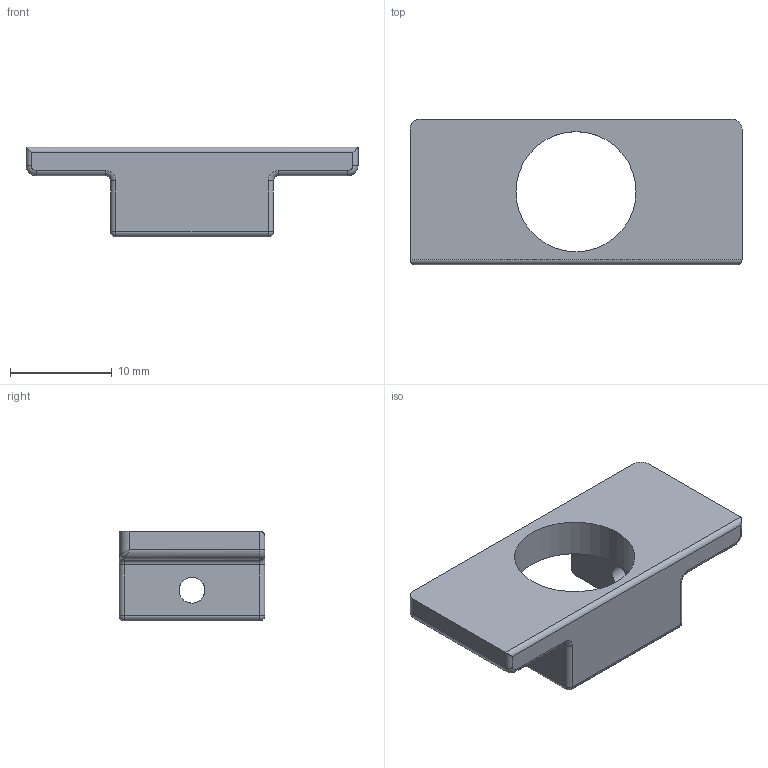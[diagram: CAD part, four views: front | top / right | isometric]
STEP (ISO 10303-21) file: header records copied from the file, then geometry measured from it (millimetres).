
FILE_DESCRIPTION(/* description */ (''),/* implementation_level */ '2;1');
FILE_NAME(/* name */ 'bl_touch_x_carriage_frame_BLTouch Holder v2.step',/* time_stamp */ '2022-01-22T17:26:21+08:00',/* author */ (''),/* organization */ (''),/* preprocessor_version */ 'ST-DEVELOPER v18.1',/* originating_system */ 'Autodesk Translation Framework v10.10.0.1391',/* authorisation */ '');
FILE_SCHEMA (('AUTOMOTIVE_DESIGN { 1 0 10303 214 3 1 1 }'));
Length unit declared in the file: millimetre
Products named in the file (1): bl_touch_x_carriage_frame_BLTouch Holder
Bounding box: 32.6 x 14.3 x 8.8 mm (x, y, z)
Volume: 1427.4 mm3; surface area: 1543.9 mm2
Topology: 1 solids, 1 shells, 57 faces, 141 edges, 82 vertices
Faces by surface type: cylinder 29, plane 16, torus 4, bspline 4, sphere 4
Full cylindrical faces by diameter (mm): 2.529 x2, 11.8 x1
Entity records: 1778 total; most frequent: CARTESIAN_POINT 372, DIRECTION 307, ORIENTED_EDGE 278, EDGE_CURVE 139, AXIS2_PLACEMENT_3D 117, VERTEX_POINT 82, LINE 73, VECTOR 73
